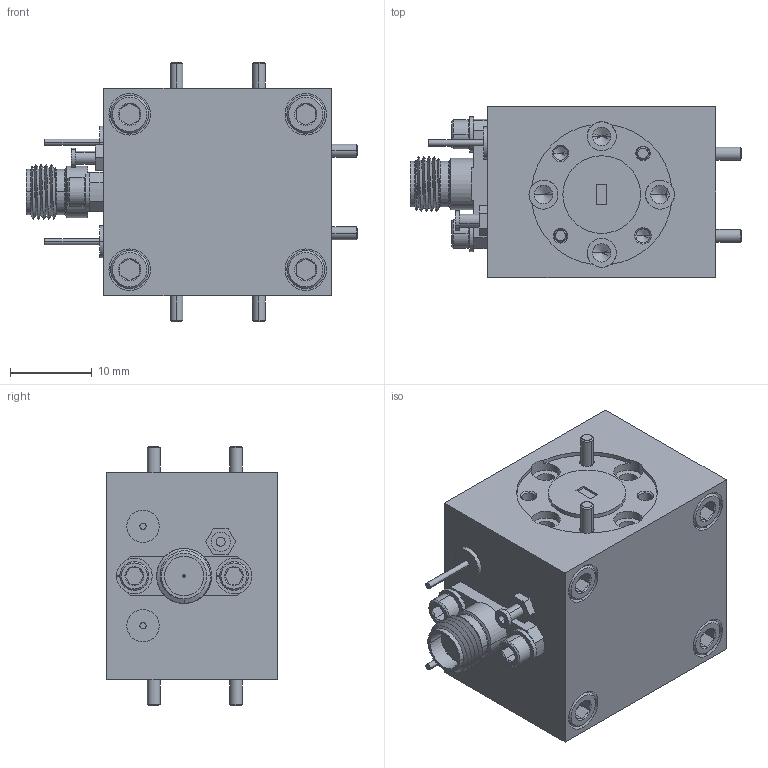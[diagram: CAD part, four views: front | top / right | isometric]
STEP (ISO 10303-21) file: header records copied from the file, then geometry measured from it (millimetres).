
FILE_DESCRIPTION (( 'STEP AP203' ), '1' );
FILE_NAME ('SKD-7531143530-1010-R1-M.STEP', '2020-01-09T18:28:55', ( '' ), ( '' ), 'SwSTEP 2.0', 'SolidWorks 2016', '' );
FILE_SCHEMA (( 'CONFIG_CONTROL_DESIGN' ));
Length unit declared in the file: inch
Products named in the file (1): SKD-7531143530-1010-R1-M
Bounding box: 40.68 x 21.01 x 31.84 mm (x, y, z)
Volume: 14533.9 mm3; surface area: 6696.8 mm2
Topology: 11 solids, 19 shells, 1619 faces, 4194 edges, 2714 vertices
Faces by surface type: plane 701, bspline 521, cylinder 215, cone 180, torus 2
Entity records: 68862 total; most frequent: CARTESIAN_POINT 32839, ORIENTED_EDGE 8300, DIRECTION 5778, EDGE_CURVE 4150, VERTEX_POINT 2714, LINE 2332, VECTOR 2332, EDGE_LOOP 1778
